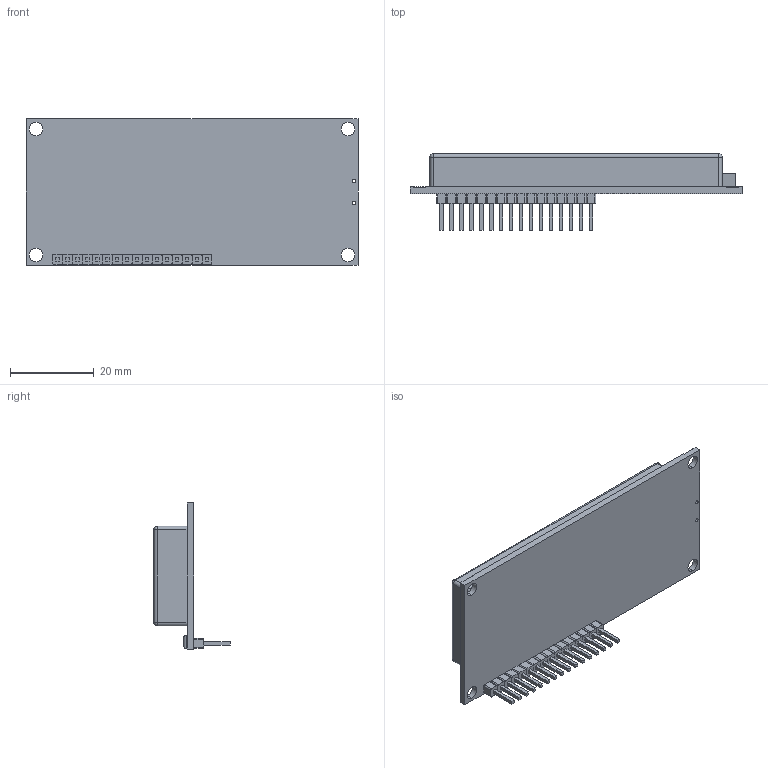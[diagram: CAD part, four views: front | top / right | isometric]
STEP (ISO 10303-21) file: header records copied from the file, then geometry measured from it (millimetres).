
FILE_DESCRIPTION (( 'STEP AP214' ), '1' );
FILE_NAME ('LCDScreen.STEP', '2017-12-18T16:18:00', ( '' ), ( '' ), 'SwSTEP 2.0', 'SolidWorks 2016', '' );
FILE_SCHEMA (( 'AUTOMOTIVE_DESIGN' ));
Length unit declared in the file: inch
Products named in the file (1): LCDScreen
Bounding box: 79.38 x 18.26 x 34.92 mm (x, y, z)
Volume: 16452.1 mm3; surface area: 8291.8 mm2
Topology: 1 solids, 1 shells, 456 faces, 1126 edges, 718 vertices
Faces by surface type: plane 282, cylinder 166, sphere 4, torus 4
Entity records: 17296 total; most frequent: CARTESIAN_POINT 2489, ORIENTED_EDGE 2244, DIRECTION 2180, EDGE_CURVE 1122, LINE 850, VECTOR 850, VERTEX_POINT 718, AXIS2_PLACEMENT_3D 665
